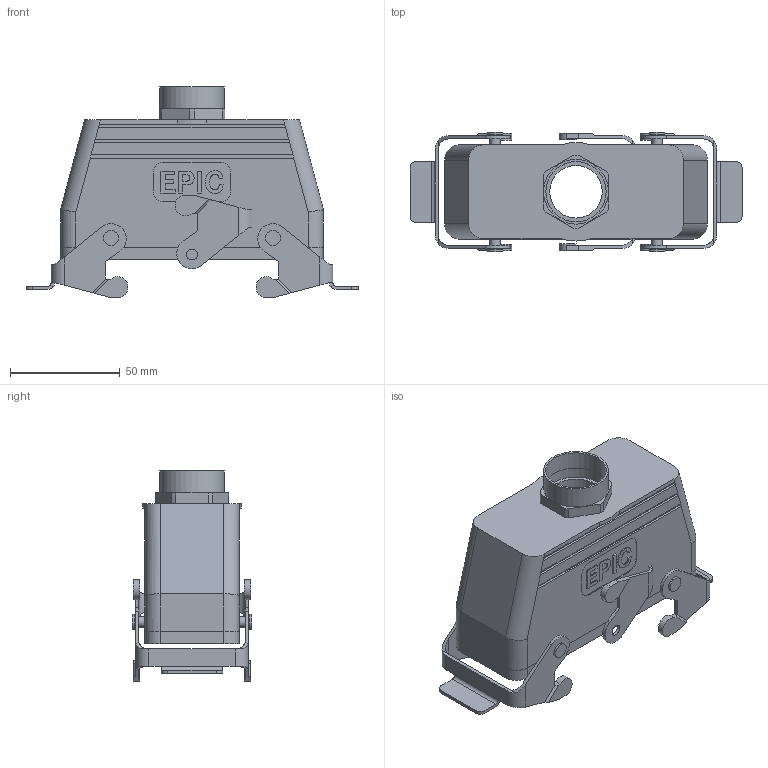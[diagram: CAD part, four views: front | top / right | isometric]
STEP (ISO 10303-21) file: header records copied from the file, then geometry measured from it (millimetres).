
FILE_DESCRIPTION( ( 'Unknown' ), '1' );
FILE_NAME( 'H_B_24_TBF_21_ASM_C.stp', 'Unknown', ( 'Unknown' ), ( 'Unknown' ), 'PSStep 11.0', 'Unknown', ' ' );
FILE_SCHEMA( ( 'AUTOMOTIVE_DESIGN { 1 0 10303 214 1 1 1 1 }' ) );
Length unit declared in the file: millimetre
Products named in the file (3): Assem1; H_B_24_TBF_21_C; H_B_10_QB_C
Bounding box: 151.6 x 54.4 x 95.9 mm (x, y, z)
Volume: 178341.6 mm3; surface area: 114248.2 mm2
Topology: 5 solids, 5 shells, 528 faces, 1338 edges, 868 vertices
Faces by surface type: plane 374, cylinder 146, extrusion 8
Full cylindrical faces by diameter (mm): 2.459 x8, 4.9 x8, 5 x6, 7 x8, 24 x2, 27.54 x4, 29.6 x2
Entity records: 9170 total; most frequent: CARTESIAN_POINT 1522, ORIENTED_EDGE 1158, DIRECTION 1142, EDGE_CURVE 579, VECTOR 400, LINE 396, VERTEX_POINT 385, AXIS2_PLACEMENT_3D 371
